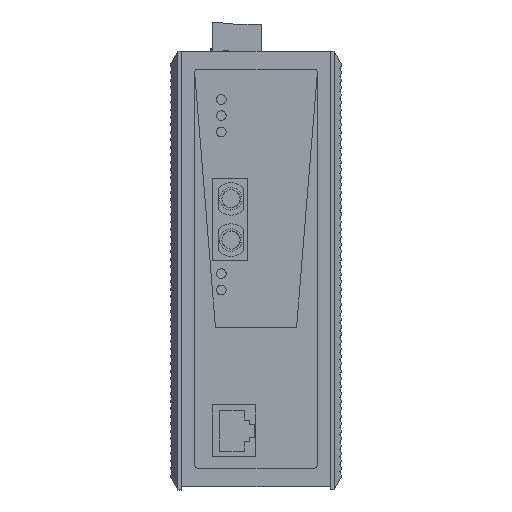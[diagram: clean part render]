
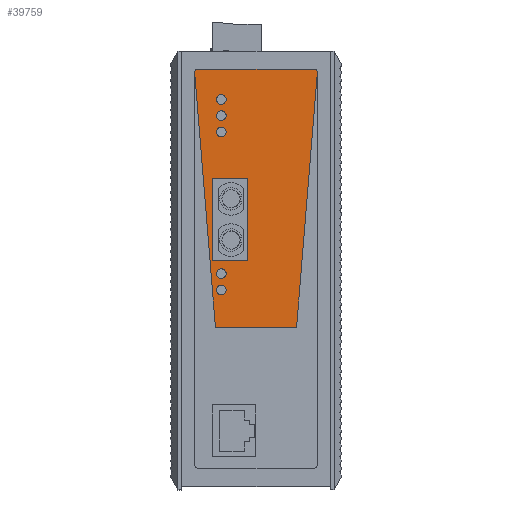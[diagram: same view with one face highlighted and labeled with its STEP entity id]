
A CAD part, top view. The second image highlights one B-rep face of the part: STEP entity #39759.
In plain terms, the highlighted planar face has unit normal (0, 0, 1).
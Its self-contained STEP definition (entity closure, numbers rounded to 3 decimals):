
#39583=AXIS2_PLACEMENT_3D('Plane Axis2P3D',#39580,#39581,#39582) ;
#39610=AXIS2_PLACEMENT_3D('Circle Axis2P3D',#39608,#39609,$) ;
#39624=AXIS2_PLACEMENT_3D('Circle Axis2P3D',#39622,#39623,$) ;
#39671=AXIS2_PLACEMENT_3D('Circle Axis2P3D',#39669,#39670,$) ;
#39680=AXIS2_PLACEMENT_3D('Circle Axis2P3D',#39678,#39679,$) ;
#39689=AXIS2_PLACEMENT_3D('Circle Axis2P3D',#39687,#39688,$) ;
#39698=AXIS2_PLACEMENT_3D('Circle Axis2P3D',#39696,#39697,$) ;
#39707=AXIS2_PLACEMENT_3D('Circle Axis2P3D',#39705,#39706,$) ;
#39716=AXIS2_PLACEMENT_3D('Circle Axis2P3D',#39714,#39715,$) ;
#39725=AXIS2_PLACEMENT_3D('Circle Axis2P3D',#39723,#39724,$) ;
#39734=AXIS2_PLACEMENT_3D('Circle Axis2P3D',#39732,#39733,$) ;
#39743=AXIS2_PLACEMENT_3D('Circle Axis2P3D',#39741,#39742,$) ;
#39752=AXIS2_PLACEMENT_3D('Circle Axis2P3D',#39750,#39751,$) ;
#39580=CARTESIAN_POINT('Axis2P3D Location',(0.027,1.,113.3)) ;
#39585=CARTESIAN_POINT('Line Origine',(10.727,89.22,113.3)) ;
#39589=CARTESIAN_POINT('Vertex',(7.527,128.44,113.3)) ;
#39591=CARTESIAN_POINT('Vertex',(13.927,50.,113.3)) ;
#39594=CARTESIAN_POINT('Line Origine',(26.427,50.,113.3)) ;
#39598=CARTESIAN_POINT('Vertex',(38.927,50.,113.3)) ;
#39601=CARTESIAN_POINT('Line Origine',(42.127,89.22,113.3)) ;
#39605=CARTESIAN_POINT('Vertex',(45.327,128.44,113.3)) ;
#39608=CARTESIAN_POINT('Axis2P3D Location',(44.327,128.44,113.3)) ;
#39612=CARTESIAN_POINT('Vertex',(44.327,129.44,113.3)) ;
#39615=CARTESIAN_POINT('Line Origine',(26.427,129.44,113.3)) ;
#39619=CARTESIAN_POINT('Vertex',(8.527,129.44,113.3)) ;
#39622=CARTESIAN_POINT('Axis2P3D Location',(8.527,128.44,113.3)) ;
#39635=CARTESIAN_POINT('Line Origine',(18.527,70.44,113.3)) ;
#39639=CARTESIAN_POINT('Vertex',(13.127,70.44,113.3)) ;
#39641=CARTESIAN_POINT('Vertex',(23.927,70.44,113.3)) ;
#39644=CARTESIAN_POINT('Line Origine',(13.127,83.14,113.3)) ;
#39648=CARTESIAN_POINT('Vertex',(13.127,95.84,113.3)) ;
#39651=CARTESIAN_POINT('Line Origine',(18.527,95.84,113.3)) ;
#39655=CARTESIAN_POINT('Vertex',(23.927,95.84,113.3)) ;
#39658=CARTESIAN_POINT('Line Origine',(23.927,83.14,113.3)) ;
#39669=CARTESIAN_POINT('Axis2P3D Location',(15.727,120.09,113.3)) ;
#39673=CARTESIAN_POINT('Vertex',(17.227,120.09,113.3)) ;
#39675=CARTESIAN_POINT('Vertex',(14.227,120.09,113.3)) ;
#39678=CARTESIAN_POINT('Axis2P3D Location',(15.727,120.09,113.3)) ;
#39687=CARTESIAN_POINT('Axis2P3D Location',(15.727,115.09,113.3)) ;
#39691=CARTESIAN_POINT('Vertex',(17.227,115.09,113.3)) ;
#39693=CARTESIAN_POINT('Vertex',(14.227,115.09,113.3)) ;
#39696=CARTESIAN_POINT('Axis2P3D Location',(15.727,115.09,113.3)) ;
#39705=CARTESIAN_POINT('Axis2P3D Location',(15.727,61.44,113.3)) ;
#39709=CARTESIAN_POINT('Vertex',(17.227,61.44,113.3)) ;
#39711=CARTESIAN_POINT('Vertex',(14.227,61.44,113.3)) ;
#39714=CARTESIAN_POINT('Axis2P3D Location',(15.727,61.44,113.3)) ;
#39723=CARTESIAN_POINT('Axis2P3D Location',(15.727,66.44,113.3)) ;
#39727=CARTESIAN_POINT('Vertex',(17.227,66.44,113.3)) ;
#39729=CARTESIAN_POINT('Vertex',(14.227,66.44,113.3)) ;
#39732=CARTESIAN_POINT('Axis2P3D Location',(15.727,66.44,113.3)) ;
#39741=CARTESIAN_POINT('Axis2P3D Location',(15.727,110.09,113.3)) ;
#39745=CARTESIAN_POINT('Vertex',(17.227,110.09,113.3)) ;
#39747=CARTESIAN_POINT('Vertex',(14.227,110.09,113.3)) ;
#39750=CARTESIAN_POINT('Axis2P3D Location',(15.727,110.09,113.3)) ;
#39581=DIRECTION('Axis2P3D Direction',(0.,0.,1.)) ;
#39582=DIRECTION('Axis2P3D XDirection',(1.,0.,0.)) ;
#39586=DIRECTION('Vector Direction',(0.081,-0.997,0.)) ;
#39595=DIRECTION('Vector Direction',(1.,0.,0.)) ;
#39602=DIRECTION('Vector Direction',(0.081,0.997,0.)) ;
#39609=DIRECTION('Axis2P3D Direction',(0.,0.,1.)) ;
#39616=DIRECTION('Vector Direction',(-1.,0.,0.)) ;
#39623=DIRECTION('Axis2P3D Direction',(0.,0.,1.)) ;
#39636=DIRECTION('Vector Direction',(-1.,0.,0.)) ;
#39645=DIRECTION('Vector Direction',(0.,-1.,0.)) ;
#39652=DIRECTION('Vector Direction',(1.,0.,0.)) ;
#39659=DIRECTION('Vector Direction',(0.,1.,0.)) ;
#39670=DIRECTION('Axis2P3D Direction',(0.,0.,1.)) ;
#39679=DIRECTION('Axis2P3D Direction',(0.,0.,1.)) ;
#39688=DIRECTION('Axis2P3D Direction',(0.,0.,1.)) ;
#39697=DIRECTION('Axis2P3D Direction',(0.,0.,1.)) ;
#39706=DIRECTION('Axis2P3D Direction',(0.,0.,1.)) ;
#39715=DIRECTION('Axis2P3D Direction',(0.,0.,1.)) ;
#39724=DIRECTION('Axis2P3D Direction',(0.,0.,1.)) ;
#39733=DIRECTION('Axis2P3D Direction',(0.,0.,1.)) ;
#39742=DIRECTION('Axis2P3D Direction',(0.,0.,1.)) ;
#39751=DIRECTION('Axis2P3D Direction',(0.,0.,1.)) ;
#39587=VECTOR('Line Direction',#39586,1.) ;
#39596=VECTOR('Line Direction',#39595,1.) ;
#39603=VECTOR('Line Direction',#39602,1.) ;
#39617=VECTOR('Line Direction',#39616,1.) ;
#39637=VECTOR('Line Direction',#39636,1.) ;
#39646=VECTOR('Line Direction',#39645,1.) ;
#39653=VECTOR('Line Direction',#39652,1.) ;
#39660=VECTOR('Line Direction',#39659,1.) ;
#39628=ORIENTED_EDGE('',*,*,#39593,.T.) ;
#39629=ORIENTED_EDGE('',*,*,#39600,.T.) ;
#39630=ORIENTED_EDGE('',*,*,#39607,.T.) ;
#39631=ORIENTED_EDGE('',*,*,#39614,.T.) ;
#39632=ORIENTED_EDGE('',*,*,#39621,.T.) ;
#39633=ORIENTED_EDGE('',*,*,#39626,.T.) ;
#39664=ORIENTED_EDGE('',*,*,#39643,.F.) ;
#39665=ORIENTED_EDGE('',*,*,#39650,.F.) ;
#39666=ORIENTED_EDGE('',*,*,#39657,.F.) ;
#39667=ORIENTED_EDGE('',*,*,#39662,.F.) ;
#39684=ORIENTED_EDGE('',*,*,#39677,.F.) ;
#39685=ORIENTED_EDGE('',*,*,#39682,.F.) ;
#39702=ORIENTED_EDGE('',*,*,#39695,.F.) ;
#39703=ORIENTED_EDGE('',*,*,#39700,.F.) ;
#39720=ORIENTED_EDGE('',*,*,#39713,.F.) ;
#39721=ORIENTED_EDGE('',*,*,#39718,.F.) ;
#39738=ORIENTED_EDGE('',*,*,#39731,.F.) ;
#39739=ORIENTED_EDGE('',*,*,#39736,.F.) ;
#39756=ORIENTED_EDGE('',*,*,#39749,.F.) ;
#39757=ORIENTED_EDGE('',*,*,#39754,.F.) ;
#39668=FACE_BOUND('',#39663,.T.) ;
#39686=FACE_BOUND('',#39683,.T.) ;
#39704=FACE_BOUND('',#39701,.T.) ;
#39722=FACE_BOUND('',#39719,.T.) ;
#39740=FACE_BOUND('',#39737,.T.) ;
#39758=FACE_BOUND('',#39755,.T.) ;
#39759=ADVANCED_FACE('AUFDRUCK_ORANGE',(#39634,#39668,#39686,#39704,#39722,#39740,#39758),#39584,.T.) ;
#39611=CIRCLE('generated circle',#39610,1.) ;
#39625=CIRCLE('generated circle',#39624,1.) ;
#39672=CIRCLE('generated circle',#39671,1.5) ;
#39681=CIRCLE('generated circle',#39680,1.5) ;
#39690=CIRCLE('generated circle',#39689,1.5) ;
#39699=CIRCLE('generated circle',#39698,1.5) ;
#39708=CIRCLE('generated circle',#39707,1.5) ;
#39717=CIRCLE('generated circle',#39716,1.5) ;
#39726=CIRCLE('generated circle',#39725,1.5) ;
#39735=CIRCLE('generated circle',#39734,1.5) ;
#39744=CIRCLE('generated circle',#39743,1.5) ;
#39753=CIRCLE('generated circle',#39752,1.5) ;
#39593=EDGE_CURVE('',#39590,#39592,#39588,.T.) ;
#39600=EDGE_CURVE('',#39592,#39599,#39597,.T.) ;
#39607=EDGE_CURVE('',#39599,#39606,#39604,.T.) ;
#39614=EDGE_CURVE('',#39606,#39613,#39611,.T.) ;
#39621=EDGE_CURVE('',#39613,#39620,#39618,.T.) ;
#39626=EDGE_CURVE('',#39620,#39590,#39625,.T.) ;
#39643=EDGE_CURVE('',#39640,#39642,#39638,.F.) ;
#39650=EDGE_CURVE('',#39649,#39640,#39647,.T.) ;
#39657=EDGE_CURVE('',#39656,#39649,#39654,.F.) ;
#39662=EDGE_CURVE('',#39642,#39656,#39661,.T.) ;
#39677=EDGE_CURVE('',#39674,#39676,#39672,.T.) ;
#39682=EDGE_CURVE('',#39676,#39674,#39681,.T.) ;
#39695=EDGE_CURVE('',#39692,#39694,#39690,.T.) ;
#39700=EDGE_CURVE('',#39694,#39692,#39699,.T.) ;
#39713=EDGE_CURVE('',#39710,#39712,#39708,.T.) ;
#39718=EDGE_CURVE('',#39712,#39710,#39717,.T.) ;
#39731=EDGE_CURVE('',#39728,#39730,#39726,.T.) ;
#39736=EDGE_CURVE('',#39730,#39728,#39735,.T.) ;
#39749=EDGE_CURVE('',#39746,#39748,#39744,.T.) ;
#39754=EDGE_CURVE('',#39748,#39746,#39753,.T.) ;
#39627=EDGE_LOOP('',(#39628,#39629,#39630,#39631,#39632,#39633)) ;
#39663=EDGE_LOOP('',(#39664,#39665,#39666,#39667)) ;
#39683=EDGE_LOOP('',(#39684,#39685)) ;
#39701=EDGE_LOOP('',(#39702,#39703)) ;
#39719=EDGE_LOOP('',(#39720,#39721)) ;
#39737=EDGE_LOOP('',(#39738,#39739)) ;
#39755=EDGE_LOOP('',(#39756,#39757)) ;
#39634=FACE_OUTER_BOUND('',#39627,.T.) ;
#39588=LINE('Line',#39585,#39587) ;
#39597=LINE('Line',#39594,#39596) ;
#39604=LINE('Line',#39601,#39603) ;
#39618=LINE('Line',#39615,#39617) ;
#39638=LINE('Line',#39635,#39637) ;
#39647=LINE('Line',#39644,#39646) ;
#39654=LINE('Line',#39651,#39653) ;
#39661=LINE('Line',#39658,#39660) ;
#39584=PLANE('',#39583) ;
#39590=VERTEX_POINT('',#39589) ;
#39592=VERTEX_POINT('',#39591) ;
#39599=VERTEX_POINT('',#39598) ;
#39606=VERTEX_POINT('',#39605) ;
#39613=VERTEX_POINT('',#39612) ;
#39620=VERTEX_POINT('',#39619) ;
#39640=VERTEX_POINT('',#39639) ;
#39642=VERTEX_POINT('',#39641) ;
#39649=VERTEX_POINT('',#39648) ;
#39656=VERTEX_POINT('',#39655) ;
#39674=VERTEX_POINT('',#39673) ;
#39676=VERTEX_POINT('',#39675) ;
#39692=VERTEX_POINT('',#39691) ;
#39694=VERTEX_POINT('',#39693) ;
#39710=VERTEX_POINT('',#39709) ;
#39712=VERTEX_POINT('',#39711) ;
#39728=VERTEX_POINT('',#39727) ;
#39730=VERTEX_POINT('',#39729) ;
#39746=VERTEX_POINT('',#39745) ;
#39748=VERTEX_POINT('',#39747) ;
